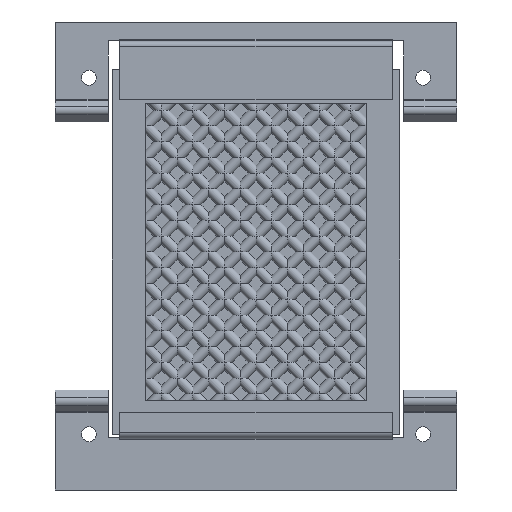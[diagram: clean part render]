
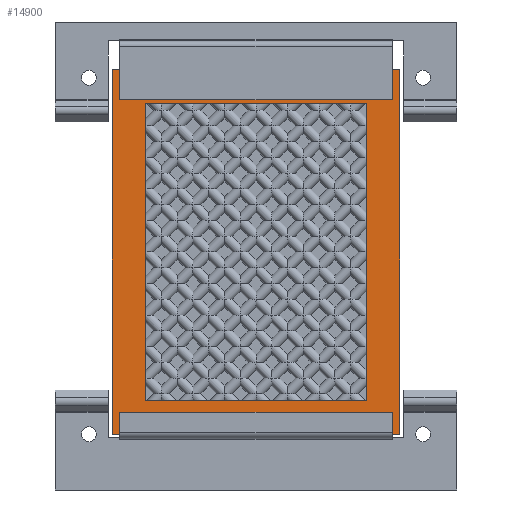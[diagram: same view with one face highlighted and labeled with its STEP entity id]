
A CAD part, front view. The second image highlights one B-rep face of the part: STEP entity #14900.
In plain terms, the highlighted planar face has unit normal (0, -1, 0).
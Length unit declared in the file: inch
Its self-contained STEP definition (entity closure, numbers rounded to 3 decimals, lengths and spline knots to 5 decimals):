
#20 = EDGE_CURVE ( 'NONE', #14964, #2500, #23090, .T. ) ;
#21 = LINE ( 'NONE', #20741, #22453 ) ;
#86 = CARTESIAN_POINT ( 'NONE',  ( 0.64, -0.26, -4.625 ) ) ;
#620 = VECTOR ( 'NONE', #26908, 39.37008 ) ;
#1520 = VERTEX_POINT ( 'NONE', #20785 ) ;
#2432 = CARTESIAN_POINT ( 'NONE',  ( 3.485, -0.26, -2.58 ) ) ;
#2500 = VERTEX_POINT ( 'NONE', #86 ) ;
#2735 = DIRECTION ( 'NONE',  ( 0., 0., 1. ) ) ;
#2987 = DIRECTION ( 'NONE',  ( 0., 0., -1. ) ) ;
#3334 = ORIENTED_EDGE ( 'NONE', *, *, #22062, .T. ) ;
#4109 = VERTEX_POINT ( 'NONE', #12745 ) ;
#4185 = CARTESIAN_POINT ( 'NONE',  ( 0.64, -0.26, -0.535 ) ) ;
#4266 = EDGE_CURVE ( 'NONE', #1520, #23094, #11657, .T. ) ;
#5238 = CARTESIAN_POINT ( 'NONE',  ( 2.25, -0.26, -2.58 ) ) ;
#5586 = CARTESIAN_POINT ( 'NONE',  ( 0.64, -0.26, -0.535 ) ) ;
#5954 = ORIENTED_EDGE ( 'NONE', *, *, #19514, .F. ) ;
#6452 = CARTESIAN_POINT ( 'NONE',  ( 3.86, -0.26, -4.625 ) ) ;
#6494 = VECTOR ( 'NONE', #28323, 39.37008 ) ;
#7299 = CARTESIAN_POINT ( 'NONE',  ( 3.485, -0.26, -0.91 ) ) ;
#8519 = LINE ( 'NONE', #11195, #14232 ) ;
#8588 = DIRECTION ( 'NONE',  ( -1., 0., 0. ) ) ;
#8732 = LINE ( 'NONE', #4185, #620 ) ;
#9382 = DIRECTION ( 'NONE',  ( 0., 0., -1. ) ) ;
#9697 = VERTEX_POINT ( 'NONE', #5586 ) ;
#10039 = LINE ( 'NONE', #18411, #23940 ) ;
#11195 = CARTESIAN_POINT ( 'NONE',  ( 2.25, -0.26, -0.91 ) ) ;
#11340 = LINE ( 'NONE', #2432, #29218 ) ;
#11657 = LINE ( 'NONE', #25752, #6494 ) ;
#11702 = LINE ( 'NONE', #6452, #17518 ) ;
#11986 = ORIENTED_EDGE ( 'NONE', *, *, #20310, .F. ) ;
#12745 = CARTESIAN_POINT ( 'NONE',  ( 1.015, -0.26, -0.91 ) ) ;
#14154 = PLANE ( 'NONE',  #28454 ) ;
#14155 = VERTEX_POINT ( 'NONE', #7299 ) ;
#14232 = VECTOR ( 'NONE', #15314, 39.37008 ) ;
#14421 = DIRECTION ( 'NONE',  ( 1., 0., 0. ) ) ;
#14900 = ADVANCED_FACE ( 'NONE', ( #25979, #23849 ), #14154, .T. ) ;
#14964 = VERTEX_POINT ( 'NONE', #21146 ) ;
#15314 = DIRECTION ( 'NONE',  ( 1., 0., 0. ) ) ;
#16195 = CARTESIAN_POINT ( 'NONE',  ( 1.015, -0.26, -4.25 ) ) ;
#16526 = ORIENTED_EDGE ( 'NONE', *, *, #20, .F. ) ;
#17204 = VERTEX_POINT ( 'NONE', #25668 ) ;
#17518 = VECTOR ( 'NONE', #25200, 39.37008 ) ;
#18381 = CARTESIAN_POINT ( 'NONE',  ( 0.64, -0.26, -4.625 ) ) ;
#18411 = CARTESIAN_POINT ( 'NONE',  ( 3.86, -0.26, -0.535 ) ) ;
#18599 = VECTOR ( 'NONE', #8588, 39.37008 ) ;
#18709 = DIRECTION ( 'NONE',  ( 0., -1., 0. ) ) ;
#18789 = ORIENTED_EDGE ( 'NONE', *, *, #4266, .T. ) ;
#19201 = EDGE_LOOP ( 'NONE', ( #3334, #19392, #22670, #18789 ) ) ;
#19392 = ORIENTED_EDGE ( 'NONE', *, *, #24490, .T. ) ;
#19514 = EDGE_CURVE ( 'NONE', #17204, #14964, #11702, .T. ) ;
#19917 = EDGE_LOOP ( 'NONE', ( #29395, #11986, #16526, #5954 ) ) ;
#20310 = EDGE_CURVE ( 'NONE', #2500, #9697, #8732, .T. ) ;
#20741 = CARTESIAN_POINT ( 'NONE',  ( 1.015, -0.26, -2.58 ) ) ;
#20785 = CARTESIAN_POINT ( 'NONE',  ( 3.485, -0.26, -4.25 ) ) ;
#21146 = CARTESIAN_POINT ( 'NONE',  ( 3.86, -0.26, -4.625 ) ) ;
#22062 = EDGE_CURVE ( 'NONE', #23094, #4109, #21, .T. ) ;
#22072 = EDGE_CURVE ( 'NONE', #14155, #1520, #11340, .T. ) ;
#22453 = VECTOR ( 'NONE', #2735, 39.37008 ) ;
#22670 = ORIENTED_EDGE ( 'NONE', *, *, #22072, .T. ) ;
#23090 = LINE ( 'NONE', #18381, #18599 ) ;
#23094 = VERTEX_POINT ( 'NONE', #16195 ) ;
#23849 = FACE_OUTER_BOUND ( 'NONE', #19917, .T. ) ;
#23940 = VECTOR ( 'NONE', #14421, 39.37008 ) ;
#24490 = EDGE_CURVE ( 'NONE', #4109, #14155, #8519, .T. ) ;
#25200 = DIRECTION ( 'NONE',  ( 0., 0., -1. ) ) ;
#25668 = CARTESIAN_POINT ( 'NONE',  ( 3.86, -0.26, -0.535 ) ) ;
#25752 = CARTESIAN_POINT ( 'NONE',  ( 2.25, -0.26, -4.25 ) ) ;
#25979 = FACE_BOUND ( 'NONE', #19201, .T. ) ;
#26908 = DIRECTION ( 'NONE',  ( 0., 0., 1. ) ) ;
#28323 = DIRECTION ( 'NONE',  ( -1., 0., 0. ) ) ;
#28454 = AXIS2_PLACEMENT_3D ( 'NONE', #5238, #18709, #2987 ) ;
#29218 = VECTOR ( 'NONE', #9382, 39.37008 ) ;
#29395 = ORIENTED_EDGE ( 'NONE', *, *, #29838, .F. ) ;
#29838 = EDGE_CURVE ( 'NONE', #9697, #17204, #10039, .T. ) ;
